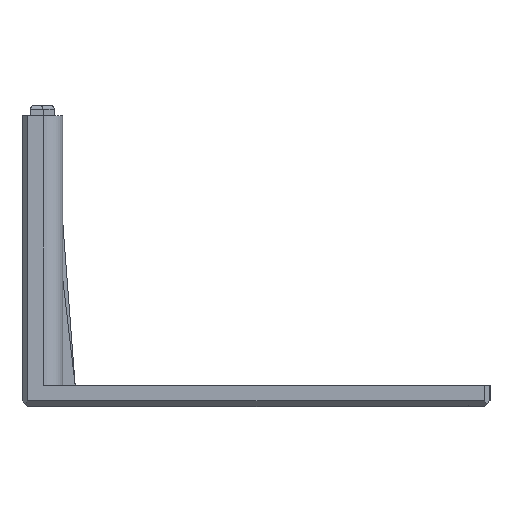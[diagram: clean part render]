
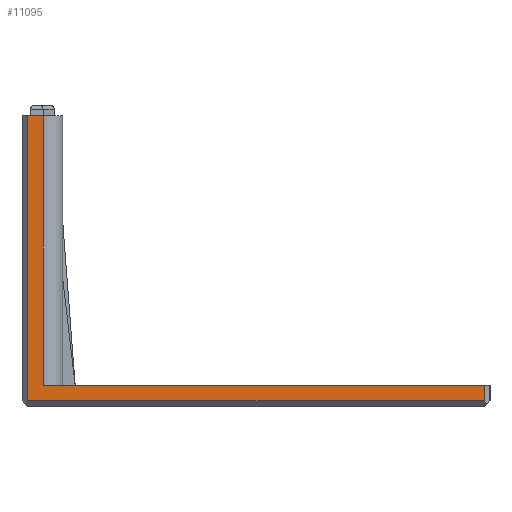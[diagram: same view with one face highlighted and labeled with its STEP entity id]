
A CAD part, left-side view. The second image highlights one B-rep face of the part: STEP entity #11095.
In plain terms, the highlighted planar face has unit normal (-1, 0, 0).
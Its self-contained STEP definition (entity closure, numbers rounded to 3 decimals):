
#2=DIRECTION('',(0.,0.,-1.));
#3=VECTOR('',#2,40.2);
#4=CARTESIAN_POINT('',(-45.,17.7,19.));
#5=LINE('',#4,#3);
#6=DIRECTION('',(0.,-1.,0.));
#7=VECTOR('',#6,62.2);
#8=CARTESIAN_POINT('',(-45.,15.5,-19.));
#9=LINE('',#8,#7);
#10=DIRECTION('',(0.,0.,-1.));
#11=VECTOR('',#10,2.2);
#12=CARTESIAN_POINT('',(-45.,-46.7,-19.));
#13=LINE('',#12,#11);
#14=DIRECTION('',(0.,1.,0.));
#15=VECTOR('',#14,64.4);
#16=CARTESIAN_POINT('',(-45.,-46.7,-21.2));
#17=LINE('',#16,#15);
#7749=DIRECTION('',(0.,-1.,0.));
#7750=VECTOR('',#7749,2.2);
#7751=CARTESIAN_POINT('',(-45.,17.7,19.));
#7752=LINE('',#7751,#7750);
#8107=DIRECTION('',(0.,0.,-1.));
#8108=VECTOR('',#8107,38.);
#8109=CARTESIAN_POINT('',(-45.,15.5,19.));
#8110=LINE('',#8109,#8108);
#10524=CARTESIAN_POINT('',(-45.,15.5,19.));
#10525=CARTESIAN_POINT('',(-45.,15.5,-19.));
#10526=VERTEX_POINT('',#10524);
#10527=VERTEX_POINT('',#10525);
#10598=CARTESIAN_POINT('',(-45.,17.7,-21.2));
#10600=VERTEX_POINT('',#10598);
#10606=CARTESIAN_POINT('',(-45.,17.7,19.));
#10607=VERTEX_POINT('',#10606);
#10622=CARTESIAN_POINT('',(-45.,-46.7,-21.2));
#10623=VERTEX_POINT('',#10622);
#10624=CARTESIAN_POINT('',(-45.,-46.7,-19.));
#10625=VERTEX_POINT('',#10624);
#11076=CARTESIAN_POINT('',(-45.,0.,0.));
#11077=DIRECTION('',(1.,0.,0.));
#11078=DIRECTION('',(0.,0.,-1.));
#11079=AXIS2_PLACEMENT_3D('',#11076,#11077,#11078);
#11080=PLANE('',#11079);
#11082=ORIENTED_EDGE('',*,*,#11081,.F.);
#11084=ORIENTED_EDGE('',*,*,#11083,.T.);
#11086=ORIENTED_EDGE('',*,*,#11085,.T.);
#11088=ORIENTED_EDGE('',*,*,#11087,.T.);
#11090=ORIENTED_EDGE('',*,*,#11089,.T.);
#11092=ORIENTED_EDGE('',*,*,#11091,.T.);
#11093=EDGE_LOOP('',(#11082,#11084,#11086,#11088,#11090,#11092));
#11094=FACE_OUTER_BOUND('',#11093,.F.);
#11095=ADVANCED_FACE('',(#11094),#11080,.F.);
#11081=EDGE_CURVE('',#10607,#10600,#5,.T.);
#11083=EDGE_CURVE('',#10607,#10526,#7752,.T.);
#11085=EDGE_CURVE('',#10526,#10527,#8110,.T.);
#11087=EDGE_CURVE('',#10527,#10625,#9,.T.);
#11089=EDGE_CURVE('',#10625,#10623,#13,.T.);
#11091=EDGE_CURVE('',#10623,#10600,#17,.T.);
